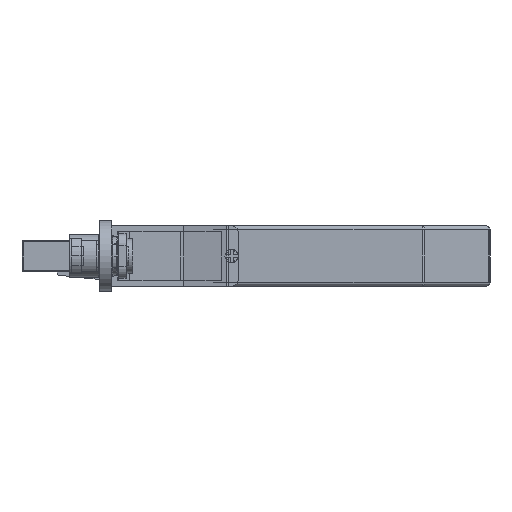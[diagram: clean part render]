
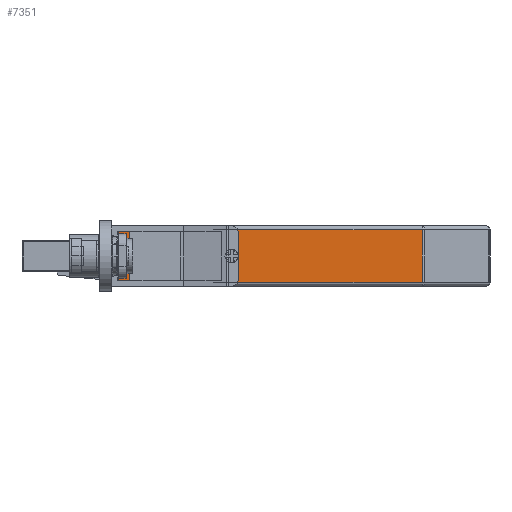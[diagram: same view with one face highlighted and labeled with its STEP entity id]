
A CAD part, front view. The second image highlights one B-rep face of the part: STEP entity #7351.
In plain terms, the highlighted face is planar.
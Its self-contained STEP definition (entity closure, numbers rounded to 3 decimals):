
#857 = DIRECTION ( 'NONE',  ( 1., 0., 0. ) ) ;
#1410 = ORIENTED_EDGE ( 'NONE', *, *, #7854, .T. ) ;
#1452 = VERTEX_POINT ( 'NONE', #8112 ) ;
#1793 = DIRECTION ( 'NONE',  ( 0., 0., -1. ) ) ;
#1987 = AXIS2_PLACEMENT_3D ( 'NONE', #5328, #16647, #15360 ) ;
#2128 = CARTESIAN_POINT ( 'NONE',  ( 44.75, 145.3, 6. ) ) ;
#2583 = CIRCLE ( 'NONE', #1987, 1.75 ) ;
#3215 = DIRECTION ( 'NONE',  ( 0., 0., 1. ) ) ;
#4389 = LINE ( 'NONE', #15599, #5138 ) ;
#4902 = CARTESIAN_POINT ( 'NONE',  ( 14., 145.3, -0.75 ) ) ;
#5138 = VECTOR ( 'NONE', #1793, 1000. ) ;
#5328 = CARTESIAN_POINT ( 'NONE',  ( 44.75, 145.3, 6. ) ) ;
#5914 = AXIS2_PLACEMENT_3D ( 'NONE', #2128, #7762, #13362 ) ;
#5970 = PLANE ( 'NONE',  #7267 ) ;
#5977 = VERTEX_POINT ( 'NONE', #12295 ) ;
#6856 = VECTOR ( 'NONE', #857, 1000. ) ;
#7011 = VERTEX_POINT ( 'NONE', #14571 ) ;
#7195 = EDGE_CURVE ( 'NONE', #10222, #5977, #2583, .T. ) ;
#7267 = AXIS2_PLACEMENT_3D ( 'NONE', #11602, #17189, #3215 ) ;
#7351 = ADVANCED_FACE ( 'NONE', ( #15739, #9978 ), #5970, .T. ) ;
#7762 = DIRECTION ( 'NONE',  ( 0., -1., 0. ) ) ;
#7854 = EDGE_CURVE ( 'NONE', #14125, #9431, #16917, .T. ) ;
#7944 = LINE ( 'NONE', #9250, #6856 ) ;
#7968 = ORIENTED_EDGE ( 'NONE', *, *, #8118, .T. ) ;
#8112 = CARTESIAN_POINT ( 'NONE',  ( 93.586, 145.3, -0.75 ) ) ;
#8118 = EDGE_CURVE ( 'NONE', #9431, #7011, #7944, .T. ) ;
#8409 = CARTESIAN_POINT ( 'NONE',  ( 14., 145.3, 12.75 ) ) ;
#8955 = ORIENTED_EDGE ( 'NONE', *, *, #11020, .T. ) ;
#9250 = CARTESIAN_POINT ( 'NONE',  ( 14., 145.3, 12.75 ) ) ;
#9342 = ORIENTED_EDGE ( 'NONE', *, *, #7195, .T. ) ;
#9431 = VERTEX_POINT ( 'NONE', #8409 ) ;
#9833 = EDGE_CURVE ( 'NONE', #7011, #1452, #4389, .T. ) ;
#9962 = CARTESIAN_POINT ( 'NONE',  ( 14., 145.3, -1.75 ) ) ;
#9978 = FACE_OUTER_BOUND ( 'NONE', #17459, .T. ) ;
#10222 = VERTEX_POINT ( 'NONE', #15217 ) ;
#10709 = DIRECTION ( 'NONE',  ( -1., 0., 0. ) ) ;
#10918 = VECTOR ( 'NONE', #10709, 1000. ) ;
#11020 = EDGE_CURVE ( 'NONE', #5977, #10222, #11805, .T. ) ;
#11602 = CARTESIAN_POINT ( 'NONE',  ( 14., 145.3, -1.75 ) ) ;
#11805 = CIRCLE ( 'NONE', #5914, 1.75 ) ;
#12295 = CARTESIAN_POINT ( 'NONE',  ( 44.75, 145.3, 4.25 ) ) ;
#12589 = ORIENTED_EDGE ( 'NONE', *, *, #13453, .T. ) ;
#13362 = DIRECTION ( 'NONE',  ( 0., 0., -1. ) ) ;
#13453 = EDGE_CURVE ( 'NONE', #1452, #14125, #17482, .T. ) ;
#14125 = VERTEX_POINT ( 'NONE', #14492 ) ;
#14452 = VECTOR ( 'NONE', #15534, 1000. ) ;
#14492 = CARTESIAN_POINT ( 'NONE',  ( 14., 145.3, -0.75 ) ) ;
#14571 = CARTESIAN_POINT ( 'NONE',  ( 93.586, 145.3, 12.75 ) ) ;
#15217 = CARTESIAN_POINT ( 'NONE',  ( 44.75, 145.3, 7.75 ) ) ;
#15360 = DIRECTION ( 'NONE',  ( 0., 0., -1. ) ) ;
#15534 = DIRECTION ( 'NONE',  ( 0., 0., 1. ) ) ;
#15599 = CARTESIAN_POINT ( 'NONE',  ( 93.586, 145.3, -1.75 ) ) ;
#15739 = FACE_BOUND ( 'NONE', #17728, .T. ) ;
#16165 = ORIENTED_EDGE ( 'NONE', *, *, #9833, .T. ) ;
#16647 = DIRECTION ( 'NONE',  ( 0., -1., 0. ) ) ;
#16917 = LINE ( 'NONE', #9962, #14452 ) ;
#17189 = DIRECTION ( 'NONE',  ( 0., 1., 0. ) ) ;
#17459 = EDGE_LOOP ( 'NONE', ( #1410, #7968, #16165, #12589 ) ) ;
#17482 = LINE ( 'NONE', #4902, #10918 ) ;
#17728 = EDGE_LOOP ( 'NONE', ( #8955, #9342 ) ) ;
